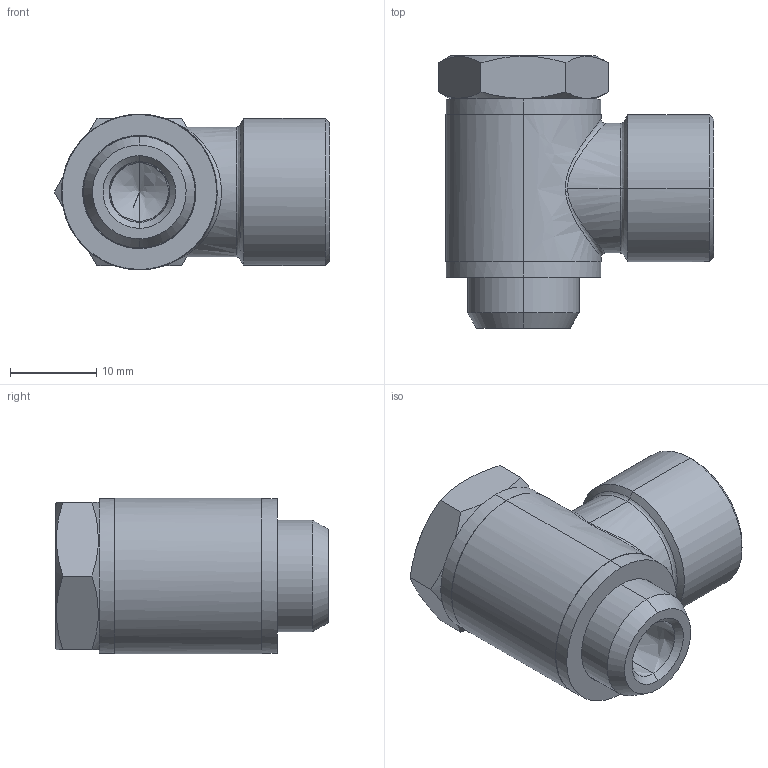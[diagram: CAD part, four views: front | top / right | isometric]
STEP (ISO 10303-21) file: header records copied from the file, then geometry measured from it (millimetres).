
FILE_DESCRIPTION(( 'MA.31.14.14+.stp' ), '1');
FILE_NAME( 'MA.31.14.14+.stp', '2019-06-20T13:56:10',( 'Sopra'),('sopra-pneumatic.com'), 'SwSTEP 2.0','SolidWorks 2009','' );
FILE_SCHEMA (('CONFIG_CONTROL_DESIGN'));
Length unit declared in the file: millimetre
Products named in the file (4): Document; A0210002; 003-0047; 001-0183
Assembly tree (4 placements, depth 3):
  Document
    A0210002
      003-0047  x2
      001-0183
Bounding box: 31.82 x 31.5 x 18 mm (x, y, z)
Volume: 7079.9 mm3; surface area: 6244.1 mm2
Topology: 4 solids, 4 shells, 92 faces, 204 edges, 121 vertices
Faces by surface type: bspline 76, plane 16
Entity records: 5766 total; most frequent: CARTESIAN_POINT 4256, ORIENTED_EDGE 380, EDGE_CURVE 190, VERTEX_POINT 113, B_SPLINE_CURVE_WITH_KNOTS 110, EDGE_LOOP 99, ADVANCED_FACE 86, FACE_OUTER_BOUND 86
